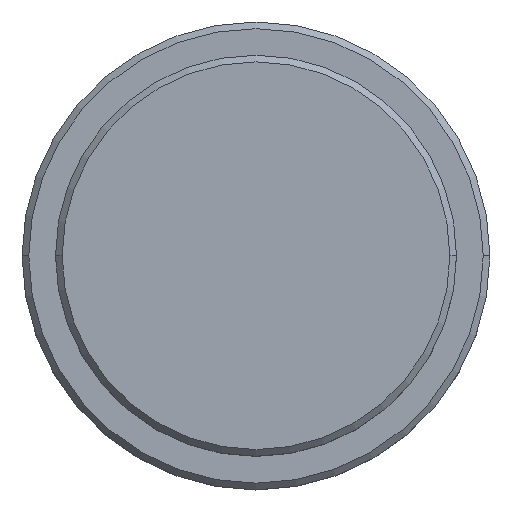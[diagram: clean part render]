
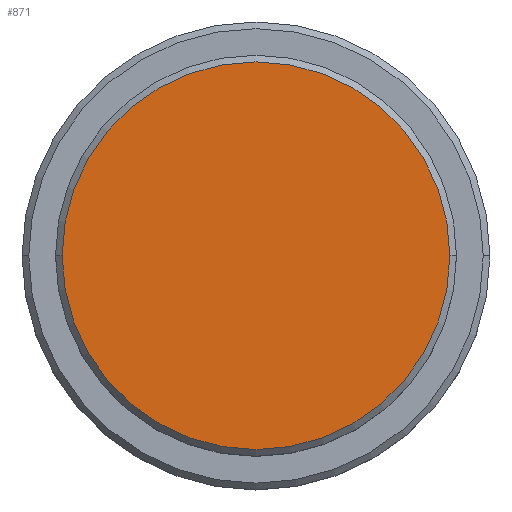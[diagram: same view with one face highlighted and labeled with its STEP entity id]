
A CAD part, top view. The second image highlights one B-rep face of the part: STEP entity #871.
In plain terms, the highlighted planar face has unit normal (0, 0, 1).
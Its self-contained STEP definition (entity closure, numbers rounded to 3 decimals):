
#4 = ORIENTED_EDGE ( 'NONE', *, *, #553, .T. ) ;
#50 = EDGE_LOOP ( 'NONE', ( #888, #4 ) ) ;
#124 = FACE_OUTER_BOUND ( 'NONE', #50, .T. ) ;
#130 = CIRCLE ( 'NONE', #316, 14.5 ) ;
#261 = AXIS2_PLACEMENT_3D ( 'NONE', #1295, #305, #1143 ) ;
#305 = DIRECTION ( 'NONE',  ( 0., 0., 1. ) ) ;
#316 = AXIS2_PLACEMENT_3D ( 'NONE', #999, #1239, #666 ) ;
#479 = DIRECTION ( 'NONE',  ( 0., 0., 1. ) ) ;
#495 = AXIS2_PLACEMENT_3D ( 'NONE', #689, #479, #897 ) ;
#553 = EDGE_CURVE ( 'NONE', #1340, #1079, #891, .T. ) ;
#579 = CARTESIAN_POINT ( 'NONE',  ( 14.5, 0., 0. ) ) ;
#599 = EDGE_CURVE ( 'NONE', #1079, #1340, #130, .T. ) ;
#666 = DIRECTION ( 'NONE',  ( 1., 0., 0. ) ) ;
#689 = CARTESIAN_POINT ( 'NONE',  ( 0., 0., 0. ) ) ;
#871 = ADVANCED_FACE ( 'NONE', ( #124 ), #1354, .T. ) ;
#888 = ORIENTED_EDGE ( 'NONE', *, *, #599, .T. ) ;
#891 = CIRCLE ( 'NONE', #261, 14.5 ) ;
#897 = DIRECTION ( 'NONE',  ( 1., 0., 0. ) ) ;
#999 = CARTESIAN_POINT ( 'NONE',  ( 0., 0., 0. ) ) ;
#1079 = VERTEX_POINT ( 'NONE', #1165 ) ;
#1143 = DIRECTION ( 'NONE',  ( 1., 0., 0. ) ) ;
#1165 = CARTESIAN_POINT ( 'NONE',  ( -14.5, 0., 0. ) ) ;
#1239 = DIRECTION ( 'NONE',  ( 0., 0., 1. ) ) ;
#1295 = CARTESIAN_POINT ( 'NONE',  ( 0., 0., 0. ) ) ;
#1340 = VERTEX_POINT ( 'NONE', #579 ) ;
#1354 = PLANE ( 'NONE',  #495 ) ;
